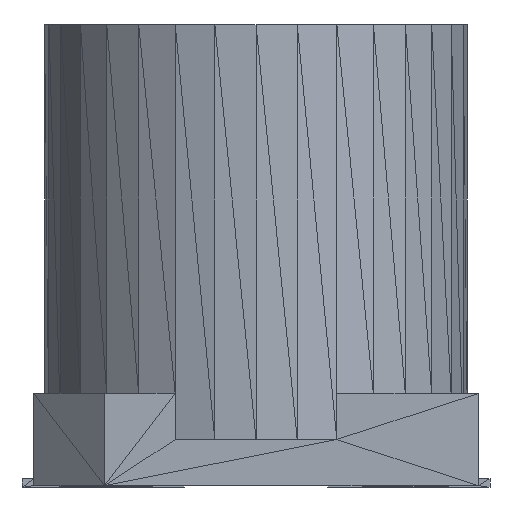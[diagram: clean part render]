
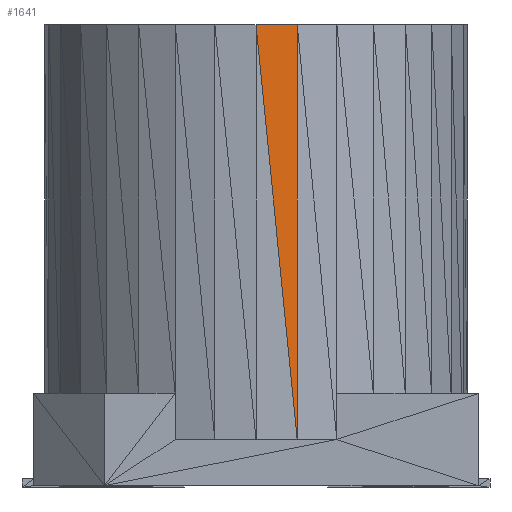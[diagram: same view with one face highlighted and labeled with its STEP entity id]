
A CAD part, front view. The second image highlights one B-rep face of the part: STEP entity #1641.
In plain terms, the highlighted planar face has unit normal (0.098, -0.995, 0).
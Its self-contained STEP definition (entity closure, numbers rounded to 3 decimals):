
#1641=ADVANCED_FACE('',(#1642),#1668,.F.);
#1642=FACE_OUTER_BOUND('',#1643,.T.);
#1643=EDGE_LOOP('',(#1644,#1646,#1648));
#1644=ORIENTED_EDGE('',*,*,#1645,.T.);
#1645=EDGE_CURVE('',#1650,#1652,#1654,.T.);
#1646=ORIENTED_EDGE('',*,*,#1647,.T.);
#1647=EDGE_CURVE('',#1652,#1658,#1660,.T.);
#1648=ORIENTED_EDGE('',*,*,#1649,.T.);
#1649=EDGE_CURVE('',#1658,#1650,#1664,.T.);
#1650=VERTEX_POINT('',#1651);
#1651=CARTESIAN_POINT('',(0.,-6.177,13.538));
#1652=VERTEX_POINT('',#1653);
#1653=CARTESIAN_POINT('',(1.205,-6.059,13.538));
#1654=LINE('',#1655,#1656);
#1655=CARTESIAN_POINT('',(0.,-6.177,13.538));
#1656=VECTOR('',#1657,1.0);
#1657=DIRECTION('',(-0.995,-0.098,0.0));
#1658=VERTEX_POINT('',#1659);
#1659=CARTESIAN_POINT('',(1.205,-6.059,1.4));
#1660=LINE('',#1661,#1662);
#1661=CARTESIAN_POINT('',(1.205,-6.059,13.538));
#1662=VECTOR('',#1663,1.0);
#1663=DIRECTION('',(0.0,0.0,1.0));
#1664=LINE('',#1665,#1666);
#1665=CARTESIAN_POINT('',(1.205,-6.059,1.4));
#1666=VECTOR('',#1667,1.0);
#1667=DIRECTION('',(0.099,0.01,-0.995));
#1668=PLANE('',#1669);
#1669=AXIS2_PLACEMENT_3D('',#1670,#1671,#1672);
#1670=CARTESIAN_POINT('',(1.205,-6.059,13.538));
#1671=DIRECTION('',(-0.098,0.995,0.0));
#1672=DIRECTION('',(-0.099,-0.01,0.995));
